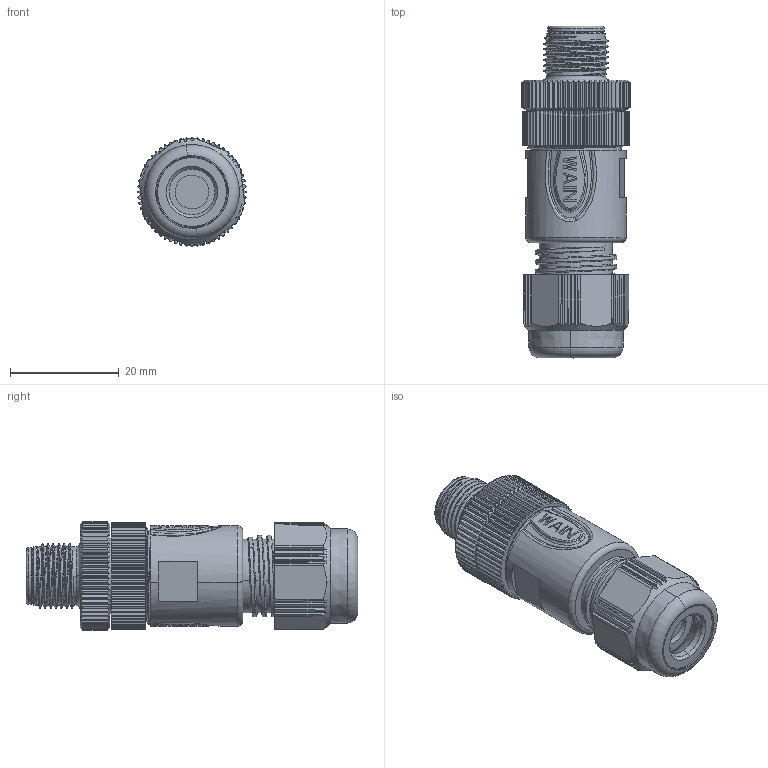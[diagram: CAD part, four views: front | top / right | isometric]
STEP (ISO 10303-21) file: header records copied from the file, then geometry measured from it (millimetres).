
FILE_DESCRIPTION((''),'2;1');
FILE_NAME('3D_1630054113105_M12P-M05B-T-D6','2021-01-04T',('zh.su'),(''),'PRO/ENGINEER BY PARAMETRIC TECHNOLOGY CORPORATION, 2012480','PRO/ENGINEER BY PARAMETRIC TECHNOLOGY CORPORATION, 2012480','');
FILE_SCHEMA(('CONFIG_CONTROL_DESIGN'));
Length unit declared in the file: millimetre
Products named in the file (1): 3D_1630054113105_M12P-M05B-T-D6
Bounding box: 20 x 61.09 x 20 mm (x, y, z)
Volume: 13399.6 mm3; surface area: 5934.6 mm2
Topology: 1 solids, 11 shells, 1061 faces, 2782 edges, 1767 vertices
Faces by surface type: plane 475, cylinder 338, cone 185, bspline 35, torus 16, sphere 8, extrusion 4
Entity records: 42158 total; most frequent: CARTESIAN_POINT 17101, ORIENTED_EDGE 5548, DIRECTION 4819, EDGE_CURVE 2774, AXIS2_PLACEMENT_3D 1794, VERTEX_POINT 1767, VECTOR 1231, LINE 1227
